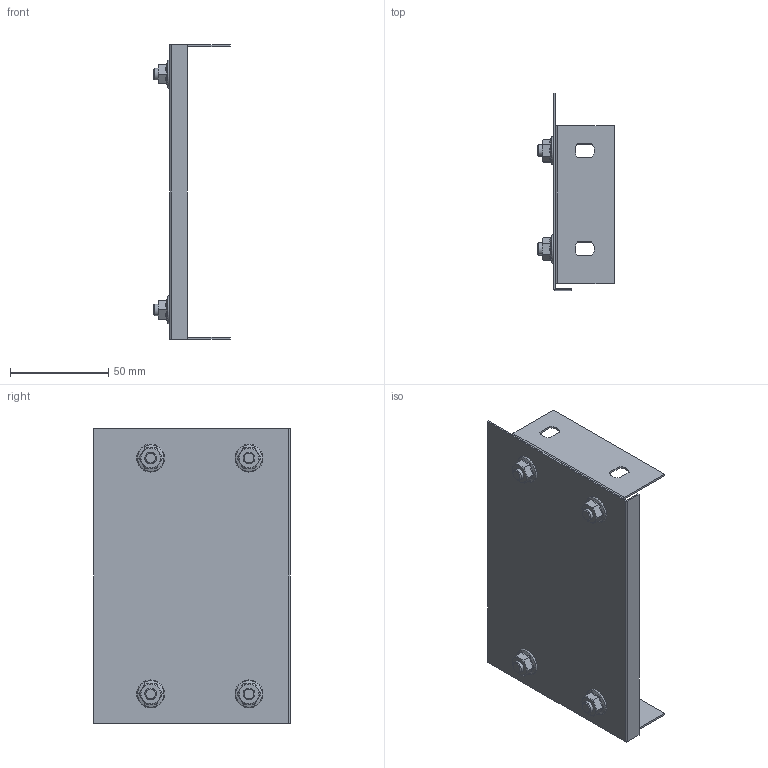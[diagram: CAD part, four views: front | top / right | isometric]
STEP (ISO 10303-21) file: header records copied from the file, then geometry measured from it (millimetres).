
FILE_DESCRIPTION (( 'STEP AP203' ), '1' );
FILE_NAME ('Çàãëóøêà ÒÑ_30266.STEP', '2013-04-18T09:49:43', ( 'Àñååâ' ), ( '' ), 'SwSTEP 2.0', 'SolidWorks 2012', '' );
FILE_SCHEMA (( 'CONFIG_CONTROL_DESIGN' ));
Length unit declared in the file: millimetre
Products named in the file (5): ч蜱齁罻 眒_30266; Hex Flange Nut GradeA_ISO_Hexagon Flange Nut ISO - 4161 - M6 - N; ÁîëòÌ6; Óãîëîê îïîðíûé FR (30199, 30189, 30190)_“£®«®ª ®¯à®à­ë©100; 30265-30270_100å150(30266
Assembly tree (11 placements, depth 2):
  ч蜱齁罻 眒_30266
    30265-30270_100å150(30266
    Óãîëîê îïîðíûé FR (30199, 30189, 30190)_“£®«®ª ®¯à®à­ë©100  x2
    ÁîëòÌ6  x4
    Hex Flange Nut GradeA_ISO_Hexagon Flange Nut ISO - 4161 - M6 - N  x4
Bounding box: 39 x 100 x 150 mm (x, y, z)
Volume: 25546.2 mm3; surface area: 55241.2 mm2
Topology: 11 solids, 11 shells, 267 faces, 627 edges, 390 vertices
Faces by surface type: plane 152, cylinder 43, cone 40, bspline 24, sphere 4, torus 4
Full cylindrical faces by diameter (mm): 5 x4, 6 x8, 12.4 x4
Entity records: 3869 total; most frequent: CARTESIAN_POINT 787, DIRECTION 494, ORIENTED_EDGE 472, EDGE_CURVE 236, AXIS2_PLACEMENT_3D 177, VERTEX_POINT 152, VECTOR 140, LINE 140
